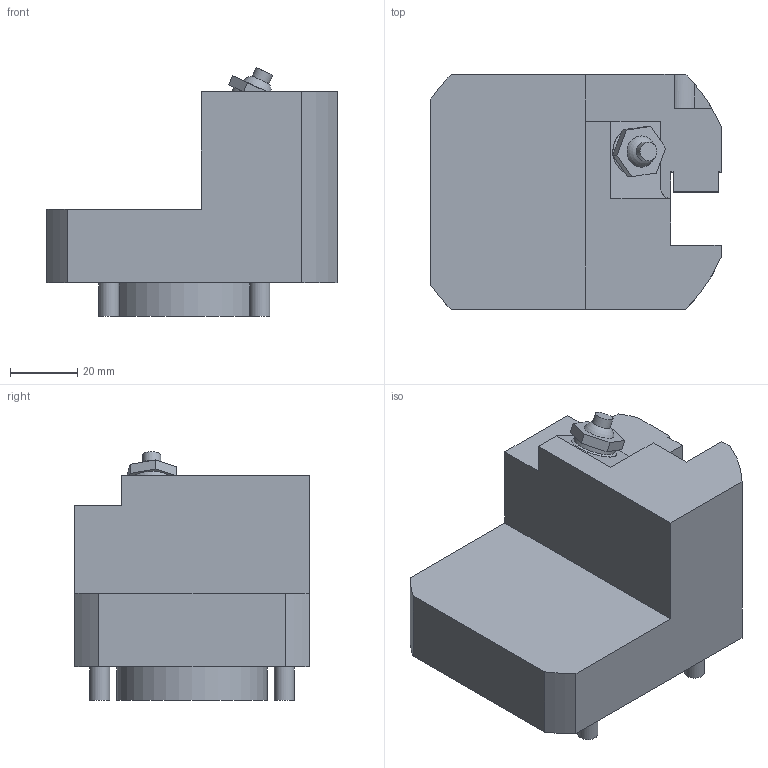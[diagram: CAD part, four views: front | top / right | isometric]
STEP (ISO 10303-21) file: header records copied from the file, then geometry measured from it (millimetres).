
FILE_DESCRIPTION(/* description */ (''),/* implementation_level */ '2;1');
FILE_NAME(/* name */ '10001080465nxv000_00_214.stp',/* time_stamp */ '2022-11-14T07:32:25+01:00',/* author */ (''),/* organization */ (''),/* preprocessor_version */ 'ST-DEVELOPER v18.1',/* originating_system */ 'SIEMENS PLM Software NX 2000',/* authorisation */ '');
FILE_SCHEMA (('AUTOMOTIVE_DESIGN { 1 0 10303 214 3 1 1 1 }'));
Length unit declared in the file: millimetre
Products named in the file (1): 10001080465nxv000_00
Bounding box: 86.5 x 70 x 74.25 mm (x, y, z)
Volume: 214896 mm3; surface area: 29426 mm2
Topology: 1 solids, 1 shells, 59 faces, 144 edges, 96 vertices
Faces by surface type: plane 41, cylinder 16, cone 1, sphere 1
Full cylindrical faces by diameter (mm): 5.5 x1, 6 x4, 12.6 x1, 14 x1, 45 x1
Entity records: 1671 total; most frequent: CARTESIAN_POINT 285, DIRECTION 283, ORIENTED_EDGE 260, EDGE_CURVE 130, LINE 95, VECTOR 95, AXIS2_PLACEMENT_3D 94, VERTEX_POINT 92
